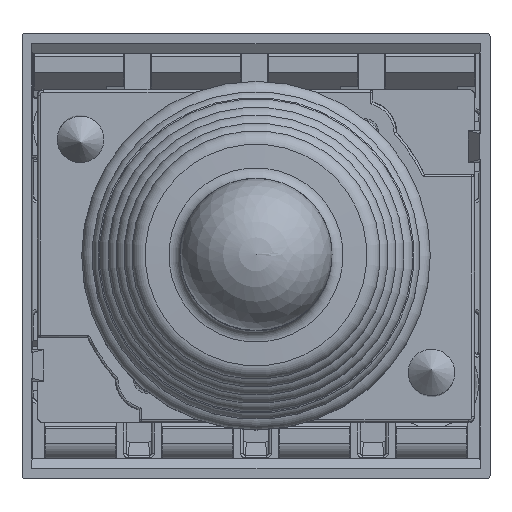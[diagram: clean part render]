
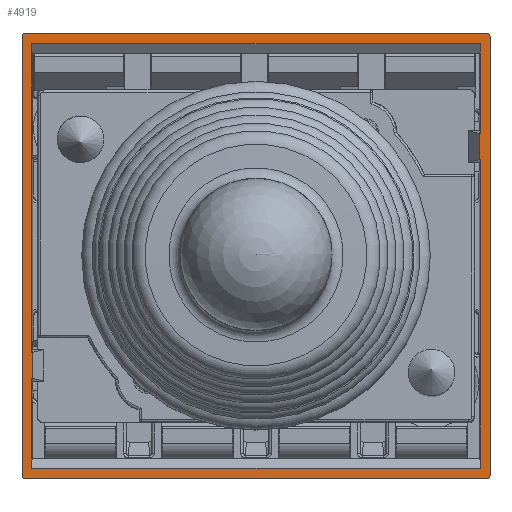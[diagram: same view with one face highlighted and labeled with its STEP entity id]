
A CAD part, top view. The second image highlights one B-rep face of the part: STEP entity #4919.
In plain terms, the highlighted planar face has unit normal (0, 0, 1).
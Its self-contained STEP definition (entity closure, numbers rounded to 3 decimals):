
#1996=FACE_BOUND('',#11393,.T.);
#1997=FACE_BOUND('',#11394,.T.);
#2308=ELLIPSE('',#65614,0.2,0.2);
#2309=ELLIPSE('',#65615,0.2,0.2);
#2310=ELLIPSE('',#65616,0.2,0.2);
#2311=ELLIPSE('',#65617,0.2,0.2);
#4919=ADVANCED_FACE('',(#1996,#1997),#6716,.T.);
#6716=PLANE('',#65618);
#11393=EDGE_LOOP('',(#26544,#26545,#26546,#26547,#26548,#26549,#26550,#26551,
#26552,#26553,#26554,#26555));
#11394=EDGE_LOOP('',(#26556,#26557,#26558,#26559,#26560,#26561,#26562,#26563,
#26564,#26565,#26566,#26567));
#26544=ORIENTED_EDGE('',*,*,#45459,.F.);
#26545=ORIENTED_EDGE('',*,*,#45461,.T.);
#26546=ORIENTED_EDGE('',*,*,#45464,.T.);
#26547=ORIENTED_EDGE('',*,*,#45629,.F.);
#26548=ORIENTED_EDGE('',*,*,#45630,.T.);
#26549=ORIENTED_EDGE('',*,*,#45452,.F.);
#26550=ORIENTED_EDGE('',*,*,#45477,.F.);
#26551=ORIENTED_EDGE('',*,*,#45483,.T.);
#26552=ORIENTED_EDGE('',*,*,#45479,.T.);
#26553=ORIENTED_EDGE('',*,*,#45631,.F.);
#26554=ORIENTED_EDGE('',*,*,#45632,.T.);
#26555=ORIENTED_EDGE('',*,*,#45442,.F.);
#26556=ORIENTED_EDGE('',*,*,#45633,.T.);
#26557=ORIENTED_EDGE('',*,*,#45634,.T.);
#26558=ORIENTED_EDGE('',*,*,#45635,.T.);
#26559=ORIENTED_EDGE('',*,*,#45636,.T.);
#26560=ORIENTED_EDGE('',*,*,#45637,.T.);
#26561=ORIENTED_EDGE('',*,*,#45638,.T.);
#26562=ORIENTED_EDGE('',*,*,#45639,.T.);
#26563=ORIENTED_EDGE('',*,*,#45640,.T.);
#26564=ORIENTED_EDGE('',*,*,#45641,.T.);
#26565=ORIENTED_EDGE('',*,*,#45642,.T.);
#26566=ORIENTED_EDGE('',*,*,#45643,.T.);
#26567=ORIENTED_EDGE('',*,*,#45644,.T.);
#35731=VERTEX_POINT('',#103945);
#35732=VERTEX_POINT('',#103947);
#35741=VERTEX_POINT('',#103971);
#35742=VERTEX_POINT('',#103973);
#35747=VERTEX_POINT('',#103990);
#35749=VERTEX_POINT('',#103996);
#35751=VERTEX_POINT('',#104002);
#35762=VERTEX_POINT('',#104030);
#35764=VERTEX_POINT('',#104036);
#35765=VERTEX_POINT('',#104037);
#35912=VERTEX_POINT('',#104374);
#35913=VERTEX_POINT('',#104377);
#35914=VERTEX_POINT('',#104380);
#35915=VERTEX_POINT('',#104381);
#35916=VERTEX_POINT('',#104383);
#35917=VERTEX_POINT('',#104385);
#35918=VERTEX_POINT('',#104387);
#35919=VERTEX_POINT('',#104389);
#35920=VERTEX_POINT('',#104391);
#35921=VERTEX_POINT('',#104393);
#35922=VERTEX_POINT('',#104395);
#35923=VERTEX_POINT('',#104397);
#35924=VERTEX_POINT('',#104399);
#35925=VERTEX_POINT('',#104401);
#45442=EDGE_CURVE('',#35731,#35732,#53508,.T.);
#45452=EDGE_CURVE('',#35741,#35742,#53517,.T.);
#45459=EDGE_CURVE('',#35747,#35731,#53523,.T.);
#45461=EDGE_CURVE('',#35747,#35749,#53525,.T.);
#45464=EDGE_CURVE('',#35749,#35751,#53528,.T.);
#45477=EDGE_CURVE('',#35762,#35741,#53534,.T.);
#45479=EDGE_CURVE('',#35764,#35765,#53536,.T.);
#45483=EDGE_CURVE('',#35762,#35764,#53540,.T.);
#45629=EDGE_CURVE('',#35912,#35751,#53666,.T.);
#45630=EDGE_CURVE('',#35912,#35742,#53667,.T.);
#45631=EDGE_CURVE('',#35913,#35765,#53668,.T.);
#45632=EDGE_CURVE('',#35913,#35732,#53669,.T.);
#45633=EDGE_CURVE('',#35914,#35915,#53670,.T.);
#45634=EDGE_CURVE('',#35915,#35916,#53671,.T.);
#45635=EDGE_CURVE('',#35916,#35917,#2308,.T.);
#45636=EDGE_CURVE('',#35917,#35918,#53672,.T.);
#45637=EDGE_CURVE('',#35918,#35919,#2309,.T.);
#45638=EDGE_CURVE('',#35919,#35920,#53673,.T.);
#45639=EDGE_CURVE('',#35920,#35921,#53674,.T.);
#45640=EDGE_CURVE('',#35921,#35922,#53675,.T.);
#45641=EDGE_CURVE('',#35922,#35923,#2310,.T.);
#45642=EDGE_CURVE('',#35923,#35924,#53676,.T.);
#45643=EDGE_CURVE('',#35924,#35925,#2311,.T.);
#45644=EDGE_CURVE('',#35925,#35914,#53677,.T.);
#53508=LINE('',#103946,#60823);
#53517=LINE('',#103972,#60832);
#53523=LINE('',#103992,#60838);
#53525=LINE('',#103995,#60840);
#53528=LINE('',#104001,#60843);
#53534=LINE('',#104032,#60849);
#53536=LINE('',#104035,#60851);
#53540=LINE('',#104044,#60855);
#53666=LINE('',#104373,#60981);
#53667=LINE('',#104375,#60982);
#53668=LINE('',#104376,#60983);
#53669=LINE('',#104378,#60984);
#53670=LINE('',#104379,#60985);
#53671=LINE('',#104382,#60986);
#53672=LINE('',#104386,#60987);
#53673=LINE('',#104390,#60988);
#53674=LINE('',#104392,#60989);
#53675=LINE('',#104394,#60990);
#53676=LINE('',#104398,#60991);
#53677=LINE('',#104402,#60992);
#60823=VECTOR('',#80055,1.);
#60832=VECTOR('',#80066,1.);
#60838=VECTOR('',#80074,1.);
#60840=VECTOR('',#80078,1.);
#60843=VECTOR('',#80083,1.);
#60849=VECTOR('',#80105,1.);
#60851=VECTOR('',#80109,1.);
#60855=VECTOR('',#80115,1.);
#60981=VECTOR('',#80311,1.);
#60982=VECTOR('',#80312,1.);
#60983=VECTOR('',#80313,1.);
#60984=VECTOR('',#80314,1.);
#60985=VECTOR('',#80315,1.);
#60986=VECTOR('',#80316,1.);
#60987=VECTOR('',#80319,1.);
#60988=VECTOR('',#80322,1.);
#60989=VECTOR('',#80323,1.);
#60990=VECTOR('',#80324,1.);
#60991=VECTOR('',#80327,1.);
#60992=VECTOR('',#80330,1.);
#65614=AXIS2_PLACEMENT_3D('',#104384,#80317,#80318);
#65615=AXIS2_PLACEMENT_3D('',#104388,#80320,#80321);
#65616=AXIS2_PLACEMENT_3D('',#104396,#80325,#80326);
#65617=AXIS2_PLACEMENT_3D('',#104400,#80328,#80329);
#65618=AXIS2_PLACEMENT_3D('',#104403,#80331,#80332);
#80055=DIRECTION('',(0.,-1.,0.));
#80066=DIRECTION('',(0.,1.,0.));
#80074=DIRECTION('',(-1.,0.,0.));
#80078=DIRECTION('',(0.,1.,0.));
#80083=DIRECTION('',(-1.,0.,0.));
#80105=DIRECTION('',(1.,0.,0.));
#80109=DIRECTION('',(1.,0.,0.));
#80115=DIRECTION('',(0.,-1.,0.));
#80311=DIRECTION('',(0.,-1.,0.));
#80312=DIRECTION('',(1.,0.,0.));
#80313=DIRECTION('',(0.,1.,0.));
#80314=DIRECTION('',(-1.,0.,0.));
#80315=DIRECTION('',(0.,-1.,0.));
#80316=DIRECTION('',(0.,-1.,0.));
#80317=DIRECTION('',(0.,0.,1.));
#80318=DIRECTION('',(-0.707,-0.707,0.));
#80319=DIRECTION('',(1.,0.,0.));
#80320=DIRECTION('',(0.,0.,1.));
#80321=DIRECTION('',(0.707,-0.707,0.));
#80322=DIRECTION('',(0.,1.,0.));
#80323=DIRECTION('',(0.,1.,0.));
#80324=DIRECTION('',(0.,1.,0.));
#80325=DIRECTION('',(0.,0.,1.));
#80326=DIRECTION('',(0.707,0.707,0.));
#80327=DIRECTION('',(-1.,0.,0.));
#80328=DIRECTION('',(0.,0.,1.));
#80329=DIRECTION('',(-0.707,0.707,0.));
#80330=DIRECTION('',(0.,-1.,0.));
#80331=DIRECTION('',(0.,0.,1.));
#80332=DIRECTION('',(1.,0.,0.));
#103945=CARTESIAN_POINT('',(-19.15,-10.462,13.7));
#103946=CARTESIAN_POINT('',(-19.15,0.,13.7));
#103947=CARTESIAN_POINT('',(-19.15,-18.125,13.7));
#103971=CARTESIAN_POINT('',(19.15,10.462,13.7));
#103972=CARTESIAN_POINT('',(19.15,0.,13.7));
#103973=CARTESIAN_POINT('',(19.15,18.125,13.7));
#103990=CARTESIAN_POINT('',(-19.137,-10.462,13.7));
#103992=CARTESIAN_POINT('',(0.,-10.462,13.7));
#103995=CARTESIAN_POINT('',(-19.137,-10.7,13.7));
#103996=CARTESIAN_POINT('',(-19.137,-8.238,13.7));
#104001=CARTESIAN_POINT('',(0.,-8.238,13.7));
#104002=CARTESIAN_POINT('',(-19.15,-8.238,13.7));
#104030=CARTESIAN_POINT('',(19.137,10.462,13.7));
#104032=CARTESIAN_POINT('',(0.,10.462,13.7));
#104035=CARTESIAN_POINT('',(0.,8.238,13.7));
#104036=CARTESIAN_POINT('',(19.137,8.238,13.7));
#104037=CARTESIAN_POINT('',(19.15,8.238,13.7));
#104044=CARTESIAN_POINT('',(19.137,10.7,13.7));
#104373=CARTESIAN_POINT('',(-19.15,0.,13.7));
#104374=CARTESIAN_POINT('',(-19.15,18.125,13.7));
#104375=CARTESIAN_POINT('',(0.,18.125,13.7));
#104376=CARTESIAN_POINT('',(19.15,0.,13.7));
#104377=CARTESIAN_POINT('',(19.15,-18.125,13.7));
#104378=CARTESIAN_POINT('',(0.,-18.125,13.7));
#104379=CARTESIAN_POINT('',(-20.,0.,13.7));
#104380=CARTESIAN_POINT('',(-20.,-8.238,13.7));
#104381=CARTESIAN_POINT('',(-20.,-10.462,13.7));
#104382=CARTESIAN_POINT('',(-20.,0.,13.7));
#104383=CARTESIAN_POINT('',(-20.,-18.8,13.7));
#104384=CARTESIAN_POINT('',(-19.8,-18.8,13.7));
#104385=CARTESIAN_POINT('',(-19.8,-19.,13.7));
#104386=CARTESIAN_POINT('',(0.,-19.,13.7));
#104387=CARTESIAN_POINT('',(19.8,-19.,13.7));
#104388=CARTESIAN_POINT('',(19.8,-18.8,13.7));
#104389=CARTESIAN_POINT('',(20.,-18.8,13.7));
#104390=CARTESIAN_POINT('',(20.,0.,13.7));
#104391=CARTESIAN_POINT('',(20.,8.238,13.7));
#104392=CARTESIAN_POINT('',(20.,0.,13.7));
#104393=CARTESIAN_POINT('',(20.,10.462,13.7));
#104394=CARTESIAN_POINT('',(20.,0.,13.7));
#104395=CARTESIAN_POINT('',(20.,18.8,13.7));
#104396=CARTESIAN_POINT('',(19.8,18.8,13.7));
#104397=CARTESIAN_POINT('',(19.8,19.,13.7));
#104398=CARTESIAN_POINT('',(0.,19.,13.7));
#104399=CARTESIAN_POINT('',(-19.8,19.,13.7));
#104400=CARTESIAN_POINT('',(-19.8,18.8,13.7));
#104401=CARTESIAN_POINT('',(-20.,18.8,13.7));
#104402=CARTESIAN_POINT('',(-20.,0.,13.7));
#104403=CARTESIAN_POINT('',(0.,0.,13.7));
